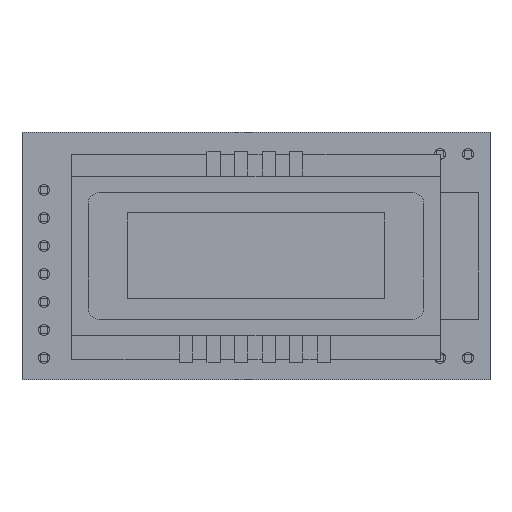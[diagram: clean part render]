
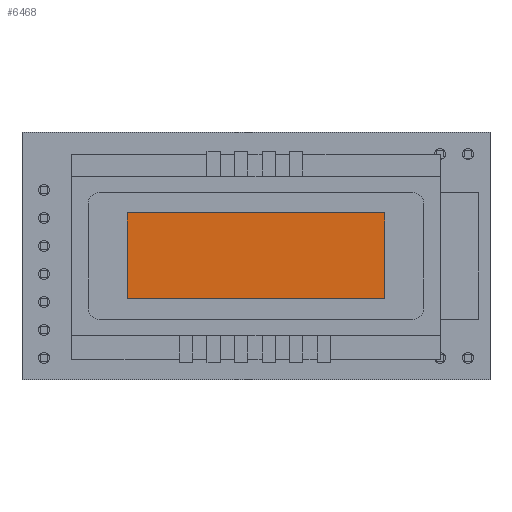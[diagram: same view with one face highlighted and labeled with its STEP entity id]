
A CAD part, top view. The second image highlights one B-rep face of the part: STEP entity #6468.
In plain terms, the highlighted planar face has unit normal (0, 0, 1).
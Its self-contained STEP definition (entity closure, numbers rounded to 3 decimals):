
#329=FACE_OUTER_BOUND('',#684,.T.);
#684=EDGE_LOOP('',(#5111,#5112,#5113,#5114));
#1432=LINE('',#9708,#2303);
#1435=LINE('',#9714,#2306);
#1438=LINE('',#9720,#2309);
#1441=LINE('',#9724,#2312);
#2303=VECTOR('',#7917,10.);
#2306=VECTOR('',#7922,10.);
#2309=VECTOR('',#7927,10.);
#2312=VECTOR('',#7932,10.);
#3006=VERTEX_POINT('',#9705);
#3007=VERTEX_POINT('',#9707);
#3009=VERTEX_POINT('',#9713);
#3011=VERTEX_POINT('',#9719);
#3778=EDGE_CURVE('',#3007,#3006,#1432,.T.);
#3781=EDGE_CURVE('',#3009,#3007,#1435,.T.);
#3784=EDGE_CURVE('',#3011,#3009,#1438,.T.);
#3787=EDGE_CURVE('',#3006,#3011,#1441,.T.);
#5111=ORIENTED_EDGE('',*,*,#3787,.T.);
#5112=ORIENTED_EDGE('',*,*,#3784,.T.);
#5113=ORIENTED_EDGE('',*,*,#3781,.T.);
#5114=ORIENTED_EDGE('',*,*,#3778,.T.);
#6139=PLANE('',#6833);
#6468=ADVANCED_FACE('',(#329),#6139,.T.);
#6833=AXIS2_PLACEMENT_3D('',#9725,#7933,#7934);
#7917=DIRECTION('',(0.,1.,0.));
#7922=DIRECTION('',(1.,0.,0.));
#7927=DIRECTION('',(0.,-1.,0.));
#7932=DIRECTION('',(-1.,0.,0.));
#7933=DIRECTION('center_axis',(0.,0.,1.));
#7934=DIRECTION('ref_axis',(1.,0.,0.));
#9705=CARTESIAN_POINT('',(30.95,13.15,10.275));
#9707=CARTESIAN_POINT('',(30.95,5.35,10.275));
#9708=CARTESIAN_POINT('',(30.95,13.15,10.275));
#9713=CARTESIAN_POINT('',(7.55,5.35,10.275));
#9714=CARTESIAN_POINT('',(30.95,5.35,10.275));
#9719=CARTESIAN_POINT('',(7.55,13.15,10.275));
#9720=CARTESIAN_POINT('',(7.55,5.35,10.275));
#9724=CARTESIAN_POINT('',(7.55,13.15,10.275));
#9725=CARTESIAN_POINT('Origin',(19.25,9.25,10.275));
